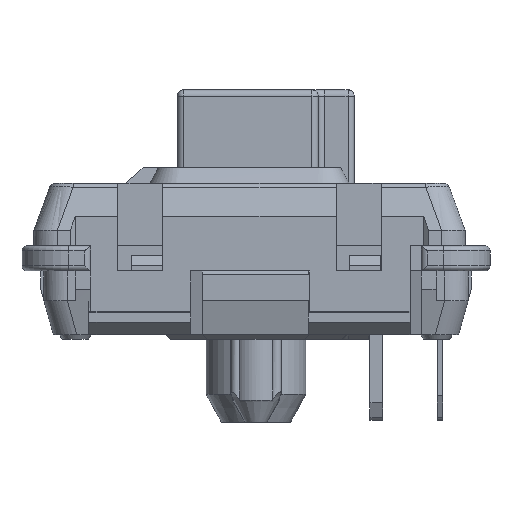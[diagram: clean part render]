
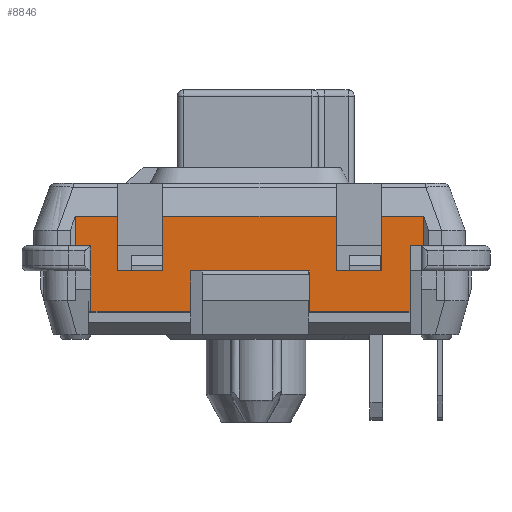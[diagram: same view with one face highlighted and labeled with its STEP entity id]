
A CAD part, left-side view. The second image highlights one B-rep face of the part: STEP entity #8846.
In plain terms, the highlighted planar face has unit normal (-1, 0, 0).
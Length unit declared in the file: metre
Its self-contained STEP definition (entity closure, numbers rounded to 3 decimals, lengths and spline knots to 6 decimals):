
#2319=ORIENTED_EDGE('',*,*,#3750,.F.);
#2320=ORIENTED_EDGE('',*,*,#4033,.F.);
#2321=ORIENTED_EDGE('',*,*,#4034,.T.);
#2322=ORIENTED_EDGE('',*,*,#4028,.F.);
#2323=ORIENTED_EDGE('',*,*,#3997,.T.);
#2324=ORIENTED_EDGE('',*,*,#3995,.F.);
#2325=ORIENTED_EDGE('',*,*,#3979,.F.);
#2326=ORIENTED_EDGE('',*,*,#3987,.F.);
#2327=ORIENTED_EDGE('',*,*,#3952,.T.);
#2328=ORIENTED_EDGE('',*,*,#3948,.F.);
#2329=ORIENTED_EDGE('',*,*,#3933,.F.);
#2330=ORIENTED_EDGE('',*,*,#3938,.F.);
#2331=ORIENTED_EDGE('',*,*,#4035,.T.);
#2332=ORIENTED_EDGE('',*,*,#4032,.F.);
#2333=ORIENTED_EDGE('',*,*,#4036,.T.);
#2334=ORIENTED_EDGE('',*,*,#4037,.F.);
#2335=ORIENTED_EDGE('',*,*,#4038,.F.);
#2336=ORIENTED_EDGE('',*,*,#3760,.F.);
#2337=ORIENTED_EDGE('',*,*,#3742,.T.);
#2338=ORIENTED_EDGE('',*,*,#3765,.F.);
#3742=EDGE_CURVE('',#4762,#4761,#5653,.T.);
#3750=EDGE_CURVE('',#4768,#4767,#5661,.T.);
#3760=EDGE_CURVE('',#4762,#4778,#5671,.T.);
#3765=EDGE_CURVE('',#4767,#4761,#5676,.T.);
#3933=EDGE_CURVE('',#4890,#4892,#5821,.T.);
#3938=EDGE_CURVE('',#4896,#4890,#5825,.T.);
#3948=EDGE_CURVE('',#4892,#4905,#5834,.T.);
#3952=EDGE_CURVE('',#4906,#4905,#5838,.T.);
#3979=EDGE_CURVE('',#4926,#4928,#5863,.T.);
#3987=EDGE_CURVE('',#4906,#4926,#5870,.T.);
#3995=EDGE_CURVE('',#4928,#4939,#5877,.T.);
#3997=EDGE_CURVE('',#4940,#4939,#5879,.T.);
#4028=EDGE_CURVE('',#4940,#4962,#5908,.T.);
#4032=EDGE_CURVE('',#4967,#4964,#5912,.T.);
#4033=EDGE_CURVE('',#4968,#4768,#5913,.T.);
#4034=EDGE_CURVE('',#4968,#4962,#5914,.T.);
#4035=EDGE_CURVE('',#4896,#4964,#5915,.T.);
#4036=EDGE_CURVE('',#4967,#4969,#5916,.T.);
#4037=EDGE_CURVE('',#4970,#4969,#5917,.T.);
#4038=EDGE_CURVE('',#4778,#4970,#5918,.T.);
#4761=VERTEX_POINT('',#13618);
#4762=VERTEX_POINT('',#13620);
#4767=VERTEX_POINT('',#13633);
#4768=VERTEX_POINT('',#13635);
#4778=VERTEX_POINT('',#13659);
#4890=VERTEX_POINT('',#14208);
#4892=VERTEX_POINT('',#14211);
#4896=VERTEX_POINT('',#14220);
#4905=VERTEX_POINT('',#14241);
#4906=VERTEX_POINT('',#14248);
#4926=VERTEX_POINT('',#14300);
#4928=VERTEX_POINT('',#14303);
#4939=VERTEX_POINT('',#14333);
#4940=VERTEX_POINT('',#14337);
#4962=VERTEX_POINT('',#14394);
#4964=VERTEX_POINT('',#14400);
#4967=VERTEX_POINT('',#14405);
#4968=VERTEX_POINT('',#14409);
#4969=VERTEX_POINT('',#14413);
#4970=VERTEX_POINT('',#14415);
#5653=LINE('',#13619,#6646);
#5661=LINE('',#13636,#6654);
#5671=LINE('',#13658,#6664);
#5676=LINE('',#13666,#6669);
#5821=LINE('',#14210,#6814);
#5825=LINE('',#14221,#6818);
#5834=LINE('',#14240,#6827);
#5838=LINE('',#14247,#6831);
#5863=LINE('',#14302,#6856);
#5870=LINE('',#14319,#6863);
#5877=LINE('',#14332,#6870);
#5879=LINE('',#14336,#6872);
#5908=LINE('',#14397,#6901);
#5912=LINE('',#14406,#6905);
#5913=LINE('',#14408,#6906);
#5914=LINE('',#14410,#6907);
#5915=LINE('',#14411,#6908);
#5916=LINE('',#14412,#6909);
#5917=LINE('',#14414,#6910);
#5918=LINE('',#14416,#6911);
#6646=VECTOR('',#11103,1.);
#6654=VECTOR('',#11115,1.);
#6664=VECTOR('',#11131,1.);
#6669=VECTOR('',#11138,1.);
#6814=VECTOR('',#11405,1.);
#6818=VECTOR('',#11413,1.);
#6827=VECTOR('',#11426,1.);
#6831=VECTOR('',#11434,1.);
#6856=VECTOR('',#11475,1.);
#6863=VECTOR('',#11488,1.);
#6870=VECTOR('',#11499,1.);
#6872=VECTOR('',#11503,1.);
#6901=VECTOR('',#11548,1.);
#6905=VECTOR('',#11554,1.);
#6906=VECTOR('',#11557,1.);
#6907=VECTOR('',#11558,1.);
#6908=VECTOR('',#11559,1.);
#6909=VECTOR('',#11560,1.);
#6910=VECTOR('',#11561,1.);
#6911=VECTOR('',#11562,1.);
#7512=EDGE_LOOP('',(#2319,#2320,#2321,#2322,#2323,#2324,#2325,#2326,#2327,
#2328,#2329,#2330,#2331,#2332,#2333,#2334,#2335,#2336,#2337,#2338));
#8028=FACE_BOUND('',#7512,.T.);
#8406=PLANE('',#9554);
#8846=ADVANCED_FACE('',(#8028),#8406,.T.);
#9554=AXIS2_PLACEMENT_3D('',#14407,#11555,#11556);
#11103=DIRECTION('',(0.,-1.,0.));
#11115=DIRECTION('',(0.,1.,0.));
#11131=DIRECTION('',(0.,0.,-1.));
#11138=DIRECTION('',(0.,0.,1.));
#11405=DIRECTION('',(0.,-1.,0.));
#11413=DIRECTION('',(0.,0.,-1.));
#11426=DIRECTION('',(0.,0.,1.));
#11434=DIRECTION('',(0.,1.,0.));
#11475=DIRECTION('',(0.,-1.,0.));
#11488=DIRECTION('',(0.,0.,-1.));
#11499=DIRECTION('',(0.,0.,1.));
#11503=DIRECTION('',(0.,1.,0.));
#11548=DIRECTION('',(0.,0.,-1.));
#11554=DIRECTION('',(0.,0.,1.));
#11555=DIRECTION('',(-1.,0.,0.));
#11556=DIRECTION('',(0.,0.,1.));
#11557=DIRECTION('',(0.,0.,-1.));
#11558=DIRECTION('',(0.,-1.,0.));
#11559=DIRECTION('',(0.,1.,0.));
#11560=DIRECTION('',(0.,-1.,0.));
#11561=DIRECTION('',(0.,0.,1.));
#11562=DIRECTION('',(0.,1.,0.));
#13618=CARTESIAN_POINT('',(-0.006749,-0.001878,0.));
#13619=CARTESIAN_POINT('',(-0.006749,0.005582,0.));
#13620=CARTESIAN_POINT('',(-0.006749,0.001878,0.));
#13633=CARTESIAN_POINT('',(-0.006749,-0.001878,-0.001304));
#13635=CARTESIAN_POINT('',(-0.006749,-0.005145,-0.001304));
#13636=CARTESIAN_POINT('',(-0.006749,0.005582,-0.001304));
#13658=CARTESIAN_POINT('',(-0.006749,0.001878,0.));
#13659=CARTESIAN_POINT('',(-0.006749,0.001878,-0.001304));
#13666=CARTESIAN_POINT('',(-0.006749,-0.001878,0.));
#14208=CARTESIAN_POINT('',(-0.006749,0.004222,0.));
#14210=CARTESIAN_POINT('',(-0.006749,0.001878,0.));
#14211=CARTESIAN_POINT('',(-0.006749,0.002781,0.));
#14220=CARTESIAN_POINT('',(-0.006749,0.004222,0.001742));
#14221=CARTESIAN_POINT('',(-0.006749,0.004222,0.0028));
#14240=CARTESIAN_POINT('',(-0.006749,0.002781,0.0028));
#14241=CARTESIAN_POINT('',(-0.006749,0.002781,0.001742));
#14247=CARTESIAN_POINT('',(-0.006749,0.005582,0.001742));
#14248=CARTESIAN_POINT('',(-0.006749,-0.002781,0.001742));
#14300=CARTESIAN_POINT('',(-0.006749,-0.002781,0.));
#14302=CARTESIAN_POINT('',(-0.006749,0.001878,0.));
#14303=CARTESIAN_POINT('',(-0.006749,-0.004222,0.));
#14319=CARTESIAN_POINT('',(-0.006749,-0.002781,0.0028));
#14332=CARTESIAN_POINT('',(-0.006749,-0.004222,0.0028));
#14333=CARTESIAN_POINT('',(-0.006749,-0.004222,0.001742));
#14336=CARTESIAN_POINT('',(-0.006749,0.005582,0.001742));
#14337=CARTESIAN_POINT('',(-0.006749,-0.005582,0.001742));
#14394=CARTESIAN_POINT('',(-0.006749,-0.005582,0.0008));
#14397=CARTESIAN_POINT('',(-0.006749,-0.005582,0.001742));
#14400=CARTESIAN_POINT('',(-0.006749,0.005582,0.001742));
#14405=CARTESIAN_POINT('',(-0.006749,0.005582,0.0008));
#14406=CARTESIAN_POINT('',(-0.006749,0.005582,0.001742));
#14407=CARTESIAN_POINT('',(-0.006749,0.005582,0.001742));
#14408=CARTESIAN_POINT('',(-0.006749,-0.005145,-0.002054));
#14409=CARTESIAN_POINT('',(-0.006749,-0.005145,0.0008));
#14410=CARTESIAN_POINT('',(-0.006749,0.005582,0.0008));
#14411=CARTESIAN_POINT('',(-0.006749,0.004902,0.001742));
#14412=CARTESIAN_POINT('',(-0.006749,0.005582,0.0008));
#14413=CARTESIAN_POINT('',(-0.006749,0.005145,0.0008));
#14414=CARTESIAN_POINT('',(-0.006749,0.005145,0.0008));
#14415=CARTESIAN_POINT('',(-0.006749,0.005145,-0.001304));
#14416=CARTESIAN_POINT('',(-0.006749,0.005582,-0.001304));
